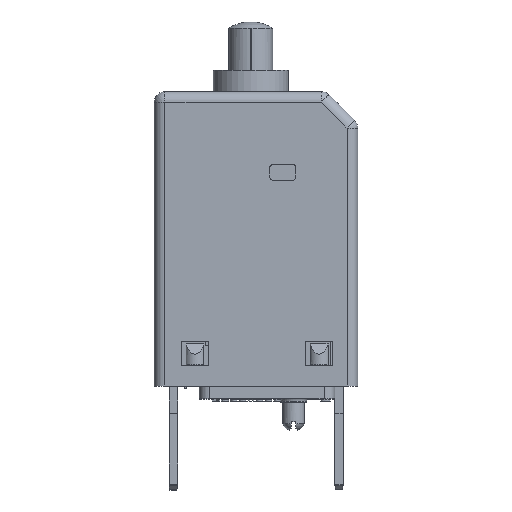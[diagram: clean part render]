
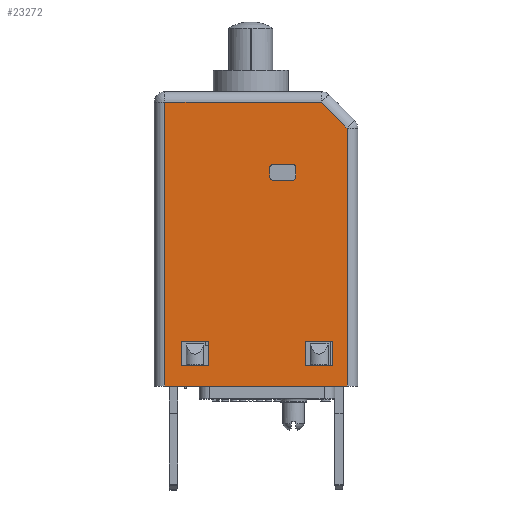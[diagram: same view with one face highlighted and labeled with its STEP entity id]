
A CAD part, top view. The second image highlights one B-rep face of the part: STEP entity #23272.
In plain terms, the highlighted planar face has unit normal (0, 0, 1).
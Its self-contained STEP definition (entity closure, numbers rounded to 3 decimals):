
#9081=DIRECTION('',(1.,0.,0.));
#9082=VECTOR('',#9081,2.5);
#9083=CARTESIAN_POINT('',(-6.45,1.77,5.5));
#9084=LINE('',#9083,#9082);
#9088=DIRECTION('',(0.,1.,0.));
#9089=VECTOR('',#9088,2.3);
#9090=CARTESIAN_POINT('',(-3.95,1.77,5.5));
#9091=LINE('',#9090,#9089);
#9095=DIRECTION('',(-1.,0.,0.));
#9096=VECTOR('',#9095,2.5);
#9097=CARTESIAN_POINT('',(-3.95,4.07,5.5));
#9098=LINE('',#9097,#9096);
#9102=DIRECTION('',(0.,-1.,0.));
#9103=VECTOR('',#9102,2.3);
#9104=CARTESIAN_POINT('',(-6.45,4.07,5.5));
#9105=LINE('',#9104,#9103);
#9109=DIRECTION('',(0.,-1.,0.));
#9110=VECTOR('',#9109,2.3);
#9111=CARTESIAN_POINT('',(5.15,4.07,5.5));
#9112=LINE('',#9111,#9110);
#9116=DIRECTION('',(1.,0.,0.));
#9117=VECTOR('',#9116,2.5);
#9118=CARTESIAN_POINT('',(5.15,1.77,5.5));
#9119=LINE('',#9118,#9117);
#9123=DIRECTION('',(0.,1.,0.));
#9124=VECTOR('',#9123,2.3);
#9125=CARTESIAN_POINT('',(7.65,1.77,5.5));
#9126=LINE('',#9125,#9124);
#9130=DIRECTION('',(-1.,0.,0.));
#9131=VECTOR('',#9130,2.5);
#9132=CARTESIAN_POINT('',(7.65,4.07,5.5));
#9133=LINE('',#9132,#9131);
#9137=DIRECTION('',(0.,-1.,0.));
#9138=VECTOR('',#9137,26.5);
#9139=CARTESIAN_POINT('',(-8.,26.4,5.5));
#9140=LINE('',#9139,#9138);
#9144=DIRECTION('',(-1.,0.,0.));
#9145=VECTOR('',#9144,14.586);
#9146=CARTESIAN_POINT('',(6.586,26.4,5.5));
#9147=LINE('',#9146,#9145);
#9151=DIRECTION('',(-0.707,0.707,0.));
#9152=VECTOR('',#9151,3.414);
#9153=CARTESIAN_POINT('',(9.,23.986,5.5));
#9154=LINE('',#9153,#9152);
#9158=DIRECTION('',(0.,1.,0.));
#9159=VECTOR('',#9158,24.086);
#9160=CARTESIAN_POINT('',(9.,-0.1,5.5));
#9161=LINE('',#9160,#9159);
#9165=DIRECTION('',(1.,0.,0.));
#9166=VECTOR('',#9165,17.);
#9167=CARTESIAN_POINT('',(-8.,-0.1,5.5));
#9168=LINE('',#9167,#9166);
#9172=DIRECTION('',(0.,1.,0.));
#9173=VECTOR('',#9172,0.9);
#9174=CARTESIAN_POINT('',(4.2,19.4,5.5));
#9175=LINE('',#9174,#9173);
#9179=DIRECTION('',(-1.,0.,0.));
#9180=VECTOR('',#9179,1.8);
#9181=CARTESIAN_POINT('',(3.9,20.6,5.5));
#9182=LINE('',#9181,#9180);
#9186=DIRECTION('',(0.,-1.,0.));
#9187=VECTOR('',#9186,0.9);
#9188=CARTESIAN_POINT('',(1.8,20.3,5.5));
#9189=LINE('',#9188,#9187);
#9193=DIRECTION('',(1.,0.,0.));
#9194=VECTOR('',#9193,1.8);
#9195=CARTESIAN_POINT('',(2.1,19.1,5.5));
#9196=LINE('',#9195,#9194);
#12123=CARTESIAN_POINT('',(3.9,20.3,5.5));
#12124=DIRECTION('',(0.,0.,-1.));
#12125=DIRECTION('',(0.,1.,0.));
#12126=AXIS2_PLACEMENT_3D('',#12123,#12124,#12125);
#12191=CARTESIAN_POINT('',(2.1,20.3,5.5));
#12192=DIRECTION('',(0.,0.,-1.));
#12193=DIRECTION('',(-1.,0.,0.));
#12194=AXIS2_PLACEMENT_3D('',#12191,#12192,#12193);
#12213=CARTESIAN_POINT('',(2.1,19.4,5.5));
#12214=DIRECTION('',(0.,0.,-1.));
#12215=DIRECTION('',(0.,-1.,0.));
#12216=AXIS2_PLACEMENT_3D('',#12213,#12214,#12215);
#12235=CARTESIAN_POINT('',(3.9,19.4,5.5));
#12236=DIRECTION('',(0.,0.,-1.));
#12237=DIRECTION('',(1.,0.,0.));
#12238=AXIS2_PLACEMENT_3D('',#12235,#12236,#12237);
#12998=CARTESIAN_POINT('',(-6.45,1.77,5.5));
#12999=CARTESIAN_POINT('',(-3.95,1.77,5.5));
#13000=VERTEX_POINT('',#12998);
#13001=VERTEX_POINT('',#12999);
#13002=CARTESIAN_POINT('',(-3.95,4.07,5.5));
#13003=VERTEX_POINT('',#13002);
#13004=CARTESIAN_POINT('',(-6.45,4.07,5.5));
#13005=VERTEX_POINT('',#13004);
#13006=CARTESIAN_POINT('',(5.15,4.07,5.5));
#13007=CARTESIAN_POINT('',(5.15,1.77,5.5));
#13008=VERTEX_POINT('',#13006);
#13009=VERTEX_POINT('',#13007);
#13010=CARTESIAN_POINT('',(7.65,1.77,5.5));
#13011=VERTEX_POINT('',#13010);
#13012=CARTESIAN_POINT('',(7.65,4.07,5.5));
#13013=VERTEX_POINT('',#13012);
#13080=CARTESIAN_POINT('',(-8.,-0.1,5.5));
#13082=VERTEX_POINT('',#13080);
#13086=CARTESIAN_POINT('',(-8.,26.4,5.5));
#13087=VERTEX_POINT('',#13086);
#13090=CARTESIAN_POINT('',(6.586,26.4,5.5));
#13091=VERTEX_POINT('',#13090);
#13096=CARTESIAN_POINT('',(9.,23.986,5.5));
#13097=VERTEX_POINT('',#13096);
#13103=CARTESIAN_POINT('',(9.,-0.1,5.5));
#13105=VERTEX_POINT('',#13103);
#13136=CARTESIAN_POINT('',(1.8,20.3,5.5));
#13137=VERTEX_POINT('',#13136);
#13138=CARTESIAN_POINT('',(2.1,20.6,5.5));
#13139=VERTEX_POINT('',#13138);
#13144=CARTESIAN_POINT('',(3.9,20.6,5.5));
#13145=VERTEX_POINT('',#13144);
#13146=CARTESIAN_POINT('',(4.2,20.3,5.5));
#13147=VERTEX_POINT('',#13146);
#13152=CARTESIAN_POINT('',(2.1,19.1,5.5));
#13153=VERTEX_POINT('',#13152);
#13154=CARTESIAN_POINT('',(1.8,19.4,5.5));
#13155=VERTEX_POINT('',#13154);
#13160=CARTESIAN_POINT('',(4.2,19.4,5.5));
#13161=VERTEX_POINT('',#13160);
#13162=CARTESIAN_POINT('',(3.9,19.1,5.5));
#13163=VERTEX_POINT('',#13162);
#23221=CARTESIAN_POINT('',(0.,-0.1,5.5));
#23222=DIRECTION('',(0.,0.,1.));
#23223=DIRECTION('',(1.,0.,0.));
#23224=AXIS2_PLACEMENT_3D('',#23221,#23222,#23223);
#23225=PLANE('',#23224);
#23227=ORIENTED_EDGE('',*,*,#23226,.F.);
#23229=ORIENTED_EDGE('',*,*,#23228,.F.);
#23231=ORIENTED_EDGE('',*,*,#23230,.F.);
#23233=ORIENTED_EDGE('',*,*,#23232,.F.);
#23235=ORIENTED_EDGE('',*,*,#23234,.F.);
#23236=EDGE_LOOP('',(#23227,#23229,#23231,#23233,#23235));
#23237=FACE_OUTER_BOUND('',#23236,.F.);
#23239=ORIENTED_EDGE('',*,*,#23238,.T.);
#23241=ORIENTED_EDGE('',*,*,#23240,.T.);
#23243=ORIENTED_EDGE('',*,*,#23242,.T.);
#23245=ORIENTED_EDGE('',*,*,#23244,.T.);
#23246=EDGE_LOOP('',(#23239,#23241,#23243,#23245));
#23247=FACE_BOUND('',#23246,.F.);
#23248=ORIENTED_EDGE('',*,*,#23042,.T.);
#23249=ORIENTED_EDGE('',*,*,#23175,.T.);
#23250=ORIENTED_EDGE('',*,*,#23149,.T.);
#23251=ORIENTED_EDGE('',*,*,#23095,.T.);
#23252=EDGE_LOOP('',(#23248,#23249,#23250,#23251));
#23253=FACE_BOUND('',#23252,.F.);
#23255=ORIENTED_EDGE('',*,*,#23254,.T.);
#23257=ORIENTED_EDGE('',*,*,#23256,.F.);
#23259=ORIENTED_EDGE('',*,*,#23258,.T.);
#23261=ORIENTED_EDGE('',*,*,#23260,.F.);
#23263=ORIENTED_EDGE('',*,*,#23262,.T.);
#23265=ORIENTED_EDGE('',*,*,#23264,.F.);
#23267=ORIENTED_EDGE('',*,*,#23266,.T.);
#23269=ORIENTED_EDGE('',*,*,#23268,.F.);
#23270=EDGE_LOOP('',(#23255,#23257,#23259,#23261,#23263,#23265,#23267,#23269));
#23271=FACE_BOUND('',#23270,.F.);
#12127=CIRCLE('',#12126,0.3);
#12195=CIRCLE('',#12194,0.3);
#12217=CIRCLE('',#12216,0.3);
#12239=CIRCLE('',#12238,0.3);
#23042=EDGE_CURVE('',#13000,#13001,#9084,.T.);
#23095=EDGE_CURVE('',#13005,#13000,#9105,.T.);
#23149=EDGE_CURVE('',#13003,#13005,#9098,.T.);
#23175=EDGE_CURVE('',#13001,#13003,#9091,.T.);
#23226=EDGE_CURVE('',#13087,#13082,#9140,.T.);
#23228=EDGE_CURVE('',#13091,#13087,#9147,.T.);
#23230=EDGE_CURVE('',#13097,#13091,#9154,.T.);
#23232=EDGE_CURVE('',#13105,#13097,#9161,.T.);
#23234=EDGE_CURVE('',#13082,#13105,#9168,.T.);
#23238=EDGE_CURVE('',#13008,#13009,#9112,.T.);
#23240=EDGE_CURVE('',#13009,#13011,#9119,.T.);
#23242=EDGE_CURVE('',#13011,#13013,#9126,.T.);
#23244=EDGE_CURVE('',#13013,#13008,#9133,.T.);
#23254=EDGE_CURVE('',#13161,#13147,#9175,.T.);
#23256=EDGE_CURVE('',#13145,#13147,#12127,.T.);
#23258=EDGE_CURVE('',#13145,#13139,#9182,.T.);
#23260=EDGE_CURVE('',#13137,#13139,#12195,.T.);
#23262=EDGE_CURVE('',#13137,#13155,#9189,.T.);
#23264=EDGE_CURVE('',#13153,#13155,#12217,.T.);
#23266=EDGE_CURVE('',#13153,#13163,#9196,.T.);
#23268=EDGE_CURVE('',#13161,#13163,#12239,.T.);
#23272=ADVANCED_FACE('',(#23237,#23247,#23253,#23271),#23225,.T.);
